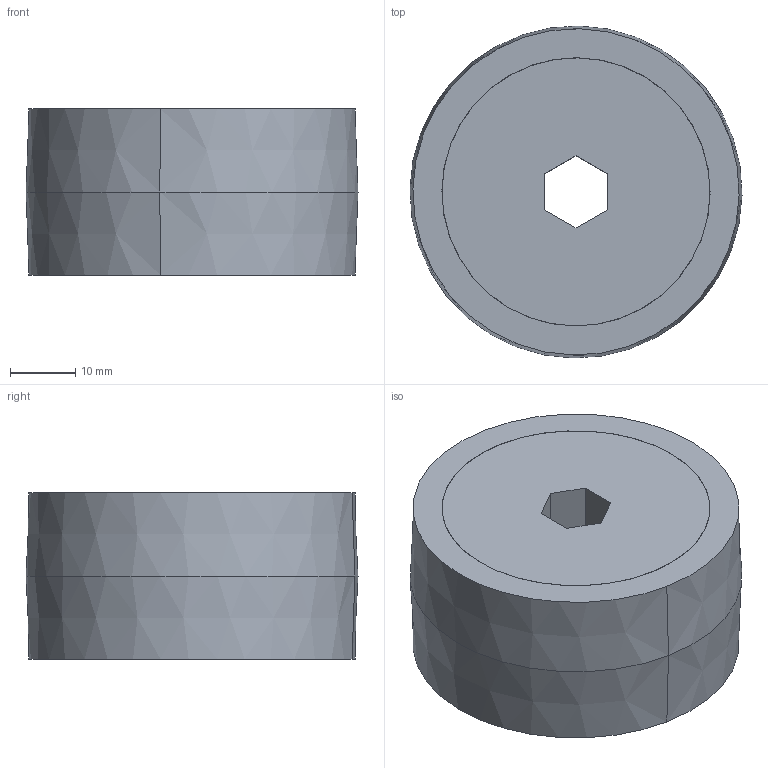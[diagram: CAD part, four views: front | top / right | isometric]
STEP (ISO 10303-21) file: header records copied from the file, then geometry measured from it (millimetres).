
FILE_DESCRIPTION (( 'STEP AP203' ), '1' );
FILE_NAME ('am-3436 2in 375Hex Bore Stealth Wheel REV2.STEP', '2019-10-29T20:52:55', ( '' ), ( '' ), 'SwSTEP 2.0', 'SolidWorks 2019', '' );
FILE_SCHEMA (( 'CONFIG_CONTROL_DESIGN' ));
Length unit declared in the file: inch
Products named in the file (5): am-3436 2in 375Hex Bore Stealth Wheel REV2; 2in Wheel Intergrated 0375 HEX Hub; 2in Tread
Assembly tree (2 placements, depth 2):
  am-3436 2in 375Hex Bore Stealth Wheel REV2
    2in Wheel Intergrated 0375 HEX Hub
    2in Tread
  2in Tread
  2in Wheel Intergrated 0375 HEX Hub
Bounding box: 50.79 x 50.79 x 25.4 mm (x, y, z)
Volume: 40263.3 mm3; surface area: 19112.5 mm2
Topology: 2 solids, 2 shells, 177 faces, 408 edges, 236 vertices
Faces by surface type: bspline 72, plane 35, torus 26, cylinder 24, cone 20
Entity records: 7759 total; most frequent: CARTESIAN_POINT 3755, ORIENTED_EDGE 816, DIRECTION 664, EDGE_CURVE 408, AXIS2_PLACEMENT_3D 289, VERTEX_POINT 236, EDGE_LOOP 182, CIRCLE 178
